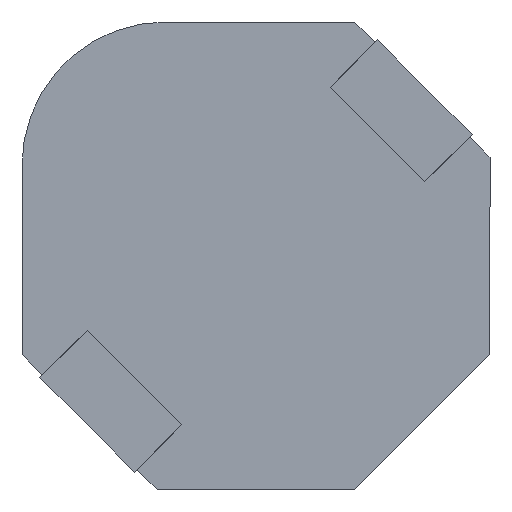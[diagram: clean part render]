
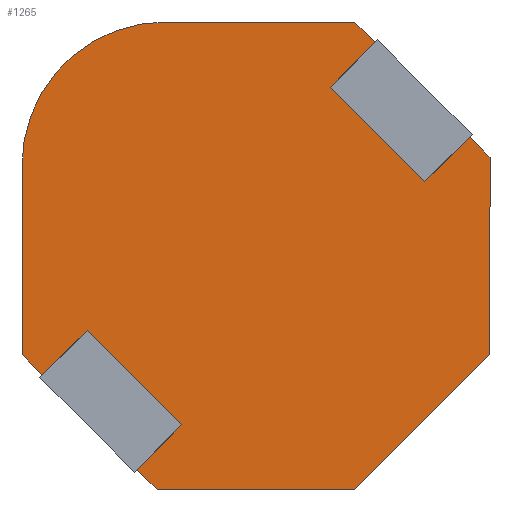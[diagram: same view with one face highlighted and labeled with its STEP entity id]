
A CAD part, front view. The second image highlights one B-rep face of the part: STEP entity #1265.
In plain terms, the highlighted planar face has unit normal (0, -1, 0).
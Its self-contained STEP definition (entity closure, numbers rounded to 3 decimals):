
#1 = VERTEX_POINT ( 'NONE', #434 ) ;
#11 = DIRECTION ( 'NONE',  ( -0.707, 0., -0.707 ) ) ;
#15 = EDGE_CURVE ( 'NONE', #920, #333, #854, .T. ) ;
#19 = CARTESIAN_POINT ( 'NONE',  ( -1.768, 0., -0.778 ) ) ;
#21 = ORIENTED_EDGE ( 'NONE', *, *, #816, .F. ) ;
#28 = LINE ( 'NONE', #60, #811 ) ;
#33 = ORIENTED_EDGE ( 'NONE', *, *, #373, .F. ) ;
#35 = DIRECTION ( 'NONE',  ( 0.707, 0., -0.707 ) ) ;
#44 = ORIENTED_EDGE ( 'NONE', *, *, #504, .F. ) ;
#60 = CARTESIAN_POINT ( 'NONE',  ( 1.248, 0., 2.238 ) ) ;
#61 = EDGE_CURVE ( 'NONE', #1180, #72, #343, .T. ) ;
#62 = VECTOR ( 'NONE', #1317, 1000. ) ;
#72 = VERTEX_POINT ( 'NONE', #986 ) ;
#85 = DIRECTION ( 'NONE',  ( 0.707, 0., 0.707 ) ) ;
#95 = DIRECTION ( 'NONE',  ( -0.707, 0., 0.707 ) ) ;
#99 = VERTEX_POINT ( 'NONE', #685 ) ;
#107 = DIRECTION ( 'NONE',  ( 0.707, 0., -0.707 ) ) ;
#116 = LINE ( 'NONE', #950, #149 ) ;
#119 = EDGE_CURVE ( 'NONE', #188, #668, #580, .T. ) ;
#140 = CARTESIAN_POINT ( 'NONE',  ( -1.036, 0., -2.45 ) ) ;
#141 = DIRECTION ( 'NONE',  ( 0., 0., -1. ) ) ;
#149 = VECTOR ( 'NONE', #107, 1000. ) ;
#168 = DIRECTION ( 'NONE',  ( 0., 0., 1. ) ) ;
#186 = VECTOR ( 'NONE', #1263, 1000. ) ;
#188 = VERTEX_POINT ( 'NONE', #963 ) ;
#199 = ORIENTED_EDGE ( 'NONE', *, *, #411, .F. ) ;
#201 = ORIENTED_EDGE ( 'NONE', *, *, #482, .F. ) ;
#206 = CARTESIAN_POINT ( 'NONE',  ( -0.95, 0., 2.45 ) ) ;
#209 = VECTOR ( 'NONE', #95, 1000. ) ;
#213 = CARTESIAN_POINT ( 'NONE',  ( 0.778, 0., 1.768 ) ) ;
#214 = CIRCLE ( 'NONE', #989, 1.5 ) ;
#224 = VERTEX_POINT ( 'NONE', #228 ) ;
#228 = CARTESIAN_POINT ( 'NONE',  ( -2.45, 0., 0.95 ) ) ;
#229 = CARTESIAN_POINT ( 'NONE',  ( -2.45, 0., -1.036 ) ) ;
#232 = VECTOR ( 'NONE', #295, 1000. ) ;
#245 = CARTESIAN_POINT ( 'NONE',  ( 2.45, 0., 1.036 ) ) ;
#265 = ORIENTED_EDGE ( 'NONE', *, *, #575, .F. ) ;
#281 = EDGE_CURVE ( 'NONE', #818, #1108, #880, .T. ) ;
#294 = ORIENTED_EDGE ( 'NONE', *, *, #1226, .F. ) ;
#295 = DIRECTION ( 'NONE',  ( -0.707, 0., -0.707 ) ) ;
#317 = VECTOR ( 'NONE', #168, 1000. ) ;
#328 = CARTESIAN_POINT ( 'NONE',  ( -0.95, 0., 2.45 ) ) ;
#330 = CARTESIAN_POINT ( 'NONE',  ( 1.768, 0., 0.778 ) ) ;
#333 = VERTEX_POINT ( 'NONE', #683 ) ;
#343 = LINE ( 'NONE', #1093, #1229 ) ;
#349 = DIRECTION ( 'NONE',  ( 0., 1., 0. ) ) ;
#371 = CARTESIAN_POINT ( 'NONE',  ( 1.036, 0., -2.45 ) ) ;
#373 = EDGE_CURVE ( 'NONE', #72, #818, #578, .T. ) ;
#374 = VECTOR ( 'NONE', #865, 1000. ) ;
#383 = LINE ( 'NONE', #903, #912 ) ;
#384 = DIRECTION ( 'NONE',  ( 0., 0., 1. ) ) ;
#399 = DIRECTION ( 'NONE',  ( -0.707, 0., 0.707 ) ) ;
#411 = EDGE_CURVE ( 'NONE', #987, #809, #383, .T. ) ;
#430 = CARTESIAN_POINT ( 'NONE',  ( -1.036, 0., -2.45 ) ) ;
#433 = CARTESIAN_POINT ( 'NONE',  ( -0.95, 0., 0.95 ) ) ;
#434 = CARTESIAN_POINT ( 'NONE',  ( -2.238, 0., -1.248 ) ) ;
#447 = DIRECTION ( 'NONE',  ( -0.707, 0., -0.707 ) ) ;
#474 = CARTESIAN_POINT ( 'NONE',  ( -0.95, 0., 0.95 ) ) ;
#482 = EDGE_CURVE ( 'NONE', #1309, #987, #596, .T. ) ;
#503 = EDGE_CURVE ( 'NONE', #641, #333, #948, .T. ) ;
#504 = EDGE_CURVE ( 'NONE', #668, #99, #836, .T. ) ;
#509 = LINE ( 'NONE', #19, #514 ) ;
#514 = VECTOR ( 'NONE', #11, 1000. ) ;
#519 = DIRECTION ( 'NONE',  ( -0.707, 0., 0.707 ) ) ;
#557 = ORIENTED_EDGE ( 'NONE', *, *, #281, .F. ) ;
#569 = ORIENTED_EDGE ( 'NONE', *, *, #119, .F. ) ;
#572 = PLANE ( 'NONE',  #1012 ) ;
#575 = EDGE_CURVE ( 'NONE', #641, #1309, #28, .T. ) ;
#578 = LINE ( 'NONE', #1235, #232 ) ;
#580 = LINE ( 'NONE', #1029, #62 ) ;
#584 = EDGE_CURVE ( 'NONE', #967, #1, #985, .T. ) ;
#591 = CARTESIAN_POINT ( 'NONE',  ( -2.45, 0., 0.95 ) ) ;
#596 = LINE ( 'NONE', #213, #186 ) ;
#604 = CARTESIAN_POINT ( 'NONE',  ( 0.778, 0., 1.768 ) ) ;
#606 = CARTESIAN_POINT ( 'NONE',  ( 1.036, 0., 2.45 ) ) ;
#641 = VERTEX_POINT ( 'NONE', #1293 ) ;
#656 = ORIENTED_EDGE ( 'NONE', *, *, #584, .T. ) ;
#668 = VERTEX_POINT ( 'NONE', #1104 ) ;
#680 = ORIENTED_EDGE ( 'NONE', *, *, #953, .F. ) ;
#683 = CARTESIAN_POINT ( 'NONE',  ( 1.036, 0., 2.45 ) ) ;
#685 = CARTESIAN_POINT ( 'NONE',  ( -1.768, 0., -0.778 ) ) ;
#705 = ORIENTED_EDGE ( 'NONE', *, *, #61, .F. ) ;
#724 = ORIENTED_EDGE ( 'NONE', *, *, #15, .F. ) ;
#797 = ORIENTED_EDGE ( 'NONE', *, *, #886, .T. ) ;
#802 = EDGE_LOOP ( 'NONE', ( #1213, #724, #294, #21, #656, #680, #44, #569, #893, #557, #33, #705, #797, #199, #201, #265 ) ) ;
#809 = VERTEX_POINT ( 'NONE', #902 ) ;
#811 = VECTOR ( 'NONE', #447, 1000. ) ;
#816 = EDGE_CURVE ( 'NONE', #967, #224, #1116, .T. ) ;
#818 = VERTEX_POINT ( 'NONE', #371 ) ;
#836 = LINE ( 'NONE', #1166, #1155 ) ;
#848 = CARTESIAN_POINT ( 'NONE',  ( 1.036, 0., 2.45 ) ) ;
#854 = LINE ( 'NONE', #328, #374 ) ;
#865 = DIRECTION ( 'NONE',  ( 1., 0., 0. ) ) ;
#880 = LINE ( 'NONE', #980, #1074 ) ;
#886 = EDGE_CURVE ( 'NONE', #1180, #809, #974, .T. ) ;
#893 = ORIENTED_EDGE ( 'NONE', *, *, #927, .T. ) ;
#902 = CARTESIAN_POINT ( 'NONE',  ( 2.238, 0., 1.248 ) ) ;
#903 = CARTESIAN_POINT ( 'NONE',  ( 1.768, 0., 0.778 ) ) ;
#912 = VECTOR ( 'NONE', #85, 1000. ) ;
#920 = VERTEX_POINT ( 'NONE', #206 ) ;
#927 = EDGE_CURVE ( 'NONE', #188, #1108, #116, .T. ) ;
#948 = LINE ( 'NONE', #848, #209 ) ;
#950 = CARTESIAN_POINT ( 'NONE',  ( -1.036, 0., -2.45 ) ) ;
#953 = EDGE_CURVE ( 'NONE', #99, #1, #509, .T. ) ;
#963 = CARTESIAN_POINT ( 'NONE',  ( -1.248, 0., -2.238 ) ) ;
#967 = VERTEX_POINT ( 'NONE', #229 ) ;
#974 = LINE ( 'NONE', #606, #1299 ) ;
#980 = CARTESIAN_POINT ( 'NONE',  ( -0.95, 0., -2.45 ) ) ;
#985 = LINE ( 'NONE', #430, #1077 ) ;
#986 = CARTESIAN_POINT ( 'NONE',  ( 2.45, 0., -1.036 ) ) ;
#987 = VERTEX_POINT ( 'NONE', #330 ) ;
#989 = AXIS2_PLACEMENT_3D ( 'NONE', #433, #349, #998 ) ;
#998 = DIRECTION ( 'NONE',  ( 0., 0., -1. ) ) ;
#1012 = AXIS2_PLACEMENT_3D ( 'NONE', #474, #1034, #384 ) ;
#1029 = CARTESIAN_POINT ( 'NONE',  ( -1.248, 0., -2.238 ) ) ;
#1034 = DIRECTION ( 'NONE',  ( 0., 1., 0. ) ) ;
#1074 = VECTOR ( 'NONE', #1294, 1000. ) ;
#1077 = VECTOR ( 'NONE', #35, 1000. ) ;
#1093 = CARTESIAN_POINT ( 'NONE',  ( 2.45, 0., 0.95 ) ) ;
#1104 = CARTESIAN_POINT ( 'NONE',  ( -0.778, 0., -1.768 ) ) ;
#1108 = VERTEX_POINT ( 'NONE', #140 ) ;
#1116 = LINE ( 'NONE', #591, #317 ) ;
#1131 = FACE_OUTER_BOUND ( 'NONE', #802, .T. ) ;
#1155 = VECTOR ( 'NONE', #399, 1000. ) ;
#1166 = CARTESIAN_POINT ( 'NONE',  ( -0.778, 0., -1.768 ) ) ;
#1180 = VERTEX_POINT ( 'NONE', #245 ) ;
#1213 = ORIENTED_EDGE ( 'NONE', *, *, #503, .T. ) ;
#1226 = EDGE_CURVE ( 'NONE', #224, #920, #214, .T. ) ;
#1229 = VECTOR ( 'NONE', #141, 1000. ) ;
#1235 = CARTESIAN_POINT ( 'NONE',  ( 2.45, 0., -1.036 ) ) ;
#1263 = DIRECTION ( 'NONE',  ( 0.707, 0., -0.707 ) ) ;
#1265 = ADVANCED_FACE ( 'NONE', ( #1131 ), #572, .F. ) ;
#1293 = CARTESIAN_POINT ( 'NONE',  ( 1.248, 0., 2.238 ) ) ;
#1294 = DIRECTION ( 'NONE',  ( -1., 0., 0. ) ) ;
#1299 = VECTOR ( 'NONE', #519, 1000. ) ;
#1309 = VERTEX_POINT ( 'NONE', #604 ) ;
#1317 = DIRECTION ( 'NONE',  ( 0.707, 0., 0.707 ) ) ;
